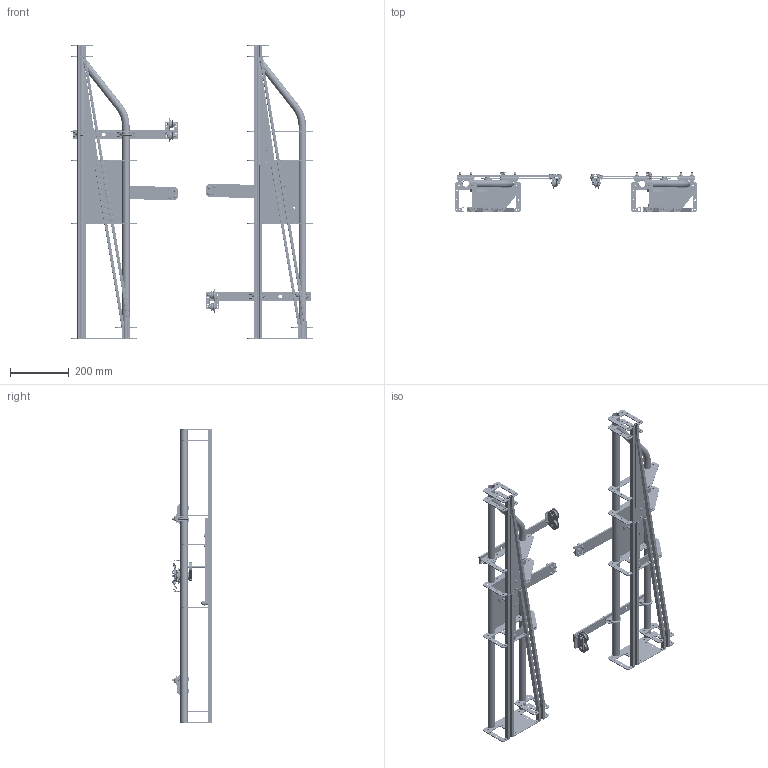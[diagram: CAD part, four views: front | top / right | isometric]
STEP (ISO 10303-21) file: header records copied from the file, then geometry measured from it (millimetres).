
FILE_DESCRIPTION (( 'STEP AP214' ), '1' );
FILE_NAME ('T63727.STEP', '2021-06-01T08:23:43', ( '' ), ( '' ), 'SwSTEP 2.0', 'SolidWorks 2020', '' );
FILE_SCHEMA (( 'AUTOMOTIVE_DESIGN' ));
Length unit declared in the file: millimetre
Products named in the file (61): TH1563; TH2659; A Washer_Bright washer BS 4320 - M5 (Form A); TH1552; Hex Screw GradeC_Doughty Fastners_ISO 4018 - M5 x 25-WS; B Washer_Bright washer BS 4320 - M6 (Form B); TH1558; DIA 8 X 65 LG 080A15; SW3dPS-nyloc nut, st stl a2 iso_M8 NYLOC; S2991; TH2660; 15 X 10 X 1.5 ERW X 61LG; TH1569_Half Frame; SW3dPS-nyloc nut, st stl a2 iso_M6 NYLOC; SW3dPS-nyloc nut, st stl a2 iso_M5 NYLOC; B Washer_Bright washer BS 4320 - M8 (Form B); TH1573; 15 X 10 X 1.5 ERW X 0.040M LG; Hex Screw GradeC_Doughty Fastners_ISO 4018 - M5 x 16-WS; 1'''' DIA X 16 SWG ERW X 1.0M LG; T63749-2; plain washer form b_doughty fastners - stainless_Bright washer BS 4320 - M8 (Form B); Hex Screw GradeC_Doughty Fastners_ISO 4018 - M6 x 25-WS; Hex Bolt_ISO 4016 - M5 x 40 x 16-WS; T63749; TH2104; TH1555; Pan Head Cross Recess Screw_Doughty Fastners_ISO 7045 - M5 x 25 - Z --- 25S; Hex Screw GradeC_Doughty Fastners_ISO 4018 - M6 x 30-WS; TH1562; TH2661; TH1548; T63727; B Washer_Bright washer BS 4320 - M5 (Form B); T63778; TH1593; Hex Bolt_ISO 4016 - M8 x 25 x 25-WS; TH1592; TH1557; TH1560 ...
Assembly tree (115 placements, depth 5):
  T63727
    T63727
      TH1569_Half Frame
        TH1552
        TH1573
        1'''' DIA X 16 SWG ERW X 1.0M LG
        15 X 10 X 1.5 ERW X 1.0M LG
        15 X 10 X 1.5 ERW X 61LG
        TH2677  x4
        TH1551
        TH1555
        15 X 10 X 1.5 ERW X 592M LG
        15 X 10 X 1.5 ERW X 0.040M LG  x2
        TH1558
        TH1571
        TH1560
        TH1561
        TH1572
        DIA. 8 X 40 LG 080A15  x2
        TH1592
        TH1593
      TH1547
        TH1554
        Hex Screw GradeC_Doughty Fastners_ISO 4018 - M5 x 25-WS  x2
        SW3dPS-nyloc nut, st stl a2 iso_M5 NYLOC  x2
        B Washer_Bright washer BS 4320 - M5 (Form B)  x2
        TH2104
      Hex Bolt_ISO 4016 - M8 x 25 x 25-WS
      B Washer_Bright washer BS 4320 - M8 (Form B)
      SW3dPS-nyloc nut, st stl a2 iso_M8 NYLOC
      TH1575
        TH1576
        DIA 8 X 65 LG 080A15
      Hex Bolt_ISO 4016 - M5 x 40 x 16-WS
      A Washer_Bright washer BS 4320 - M5 (Form A)
      SW3dPS-nyloc nut, st stl a2 iso_M5 NYLOC  x3
      TH1548
        TH1580
          TH1557
          TH1562
        TH1568
          Hex Screw GradeC_Doughty Fastners_ISO 4018 - M6 x 25-WS
        B Washer_Bright washer BS 4320 - M6 (Form B)
        SW3dPS-nyloc nut, st stl a2 iso_M6 NYLOC  x5
        TH1563  x2
        Hex Screw GradeC_Doughty Fastners_ISO 4018 - M6 x 25-WS  x4
      TH1567
        Hex Screw GradeC_Doughty Fastners_ISO 4018 - M6 x 30-WS
      B Washer_Bright washer BS 4320 - M6 (Form B)
      SW3dPS-nyloc nut, st stl a2 iso_M6 NYLOC
      S2991
      TH1564
      T63749  x2
        T63749-1
        T63749-2
        Hex Nut Style 1 GradeAB_Doughty Fastners_Hexagon Nut ISO - 4032 - M8 - D - S
      T63778
        TH2661  x2
        TH2659  x2
        TH2660  x2
Bounding box: 825 x 137.5 x 1000 mm (x, y, z)
Volume: 2106936.8 mm3; surface area: 1904170.7 mm2
Topology: 170 solids, 170 shells, 9124 faces, 22744 edges, 14000 vertices
Faces by surface type: cone 4296, cylinder 2926, plane 1690, torus 184, bspline 20, sphere 8
Entity records: 83773 total; most frequent: CARTESIAN_POINT 17262, DIRECTION 14620, ORIENTED_EDGE 12732, EDGE_CURVE 6366, AXIS2_PLACEMENT_3D 5933, VERTEX_POINT 3971, CIRCLE 3312, EDGE_LOOP 2769
